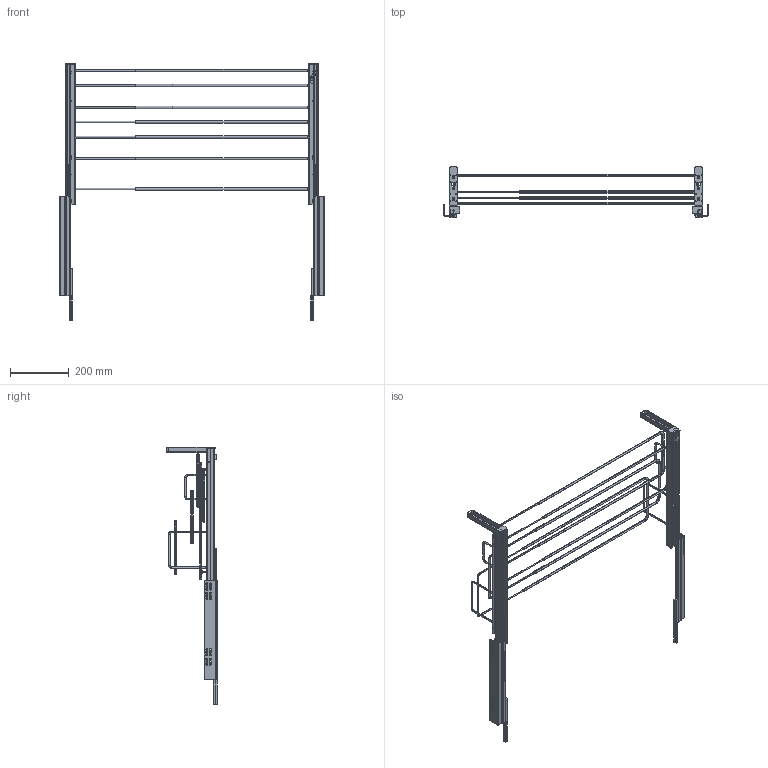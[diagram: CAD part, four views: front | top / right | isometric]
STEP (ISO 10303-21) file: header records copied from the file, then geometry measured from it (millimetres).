
FILE_DESCRIPTION (( 'STEP AP214' ), '1' );
FILE_NAME ('PS0133.STEP', '2024-09-16T09:26:29', ( '' ), ( '' ), 'SwSTEP 2.0', 'SolidWorks 2018', '' );
FILE_SCHEMA (( 'AUTOMOTIVE_DESIGN' ));
Length unit declared in the file: millimetre
Products named in the file (34): LATERAL ZAPATERO S0120504^39086014_ZAPATERO EXTRAIBLE EXTENSIBLE FRONTAL C ABIERTO.02; Copia de FIJACION GUIA trasera mod^Copia de Ensamblaje12_39086014_ZAPATERO EXTRAIBLE EXTENSIBLE FRONTAL C ABIERTO.02; CJTO FIJACION GUIA dcha mod^39086014_ZAPATERO EXTRAIBLE EXTENSIBLE FRONTAL C ABIERTO.02; lateral con casquillos^LATERAL ZAPATERO S0120504_39086014_ZAPATERO EXTRAIBLE EXTENSIBLE FRONTAL C ABIERTO.02; ZAPATERO 740-1000^39086014_ZAPATERO EXTRAIBLE EXTENSIBLE FRONTAL C ABIERTO.02; B 00_ZAPATERO A - 740-1000^ZAPATERO 740-1000_39086014_ZAPATERO EXTRAIBLE EXTENSIBLE FRONTAL C ABIERTO.02; B01_ZAPATERO A^LATERAL ZAPATERO S0120504_39086014_ZAPATERO EXTRAIBLE EXTENSIBLE FRONTAL C ABIERTO.02; CJTO PLETINA FR BAJO^39086014_ZAPATERO EXTRAIBLE EXTENSIBLE FRONTAL C ABIERTO.02; FUNDA QUADRO 480 EB20 IZQDA_M^QUADRO V6 480 EB20 SS IZQDA_M_39086014_ZAPATERO EXTRAIBLE EXTENSIBLE FRONTAL C ABIERTO.02; MEDIO QUADRO 480 EB20 DCHA^QUADRO V6 480 EB20 SS DCHA_39086014_ZAPATERO EXTRAIBLE EXTENSIBLE FRONTAL C ABIERTO.02; piston DERECHA^QUADRO V6 480 EB20 SS DCHA_39086014_ZAPATERO EXTRAIBLE EXTENSIBLE FRONTAL C ABIERTO.02; B02_ZAPATERO A^LATERAL ZAPATERO S0120504_39086014_ZAPATERO EXTRAIBLE EXTENSIBLE FRONTAL C ABIERTO.02; PLETINA GUIA DCHA^CJTO PLETINA FR BAJO_39086014_ZAPATERO EXTRAIBLE EXTENSIBLE FRONTAL C ABIERTO.02; QUADRO V6 480 EB20 SS DCHA^39086014_ZAPATERO EXTRAIBLE EXTENSIBLE FRONTAL C ABIERTO.02; PS0133; CENTRO GUIA CUADRO^QUADRO V6 480 EB20 SS DCHA_39086014_ZAPATERO EXTRAIBLE EXTENSIBLE FRONTAL C ABIERTO.02; CARCASA MODELO H165^CJTO PLETINA FR BAJO IZDA_39086014_ZAPATERO EXTRAIBLE EXTENSIBLE FRONTAL C ABIERTO.02; MEDIO QUADRO 480 EB20 IZQDA_M^QUADRO V6 480 EB20 SS IZQDA_M_39086014_ZAPATERO EXTRAIBLE EXTENSIBLE FRONTAL C ABIERTO.02; Copia de Ensamblaje11^39086014_ZAPATERO EXTRAIBLE EXTENSIBLE FRONTAL C ABIERTO.02; piston DERECHA^QUADRO V6 480 EB20 SS IZQDA_M_39086014_ZAPATERO EXTRAIBLE EXTENSIBLE FRONTAL C ABIERTO.02; Copia de Ensamblaje12^39086014_ZAPATERO EXTRAIBLE EXTENSIBLE FRONTAL C ABIERTO.02; CARCASA MODELO H165^CJTO PLETINA FR BAJO_39086014_ZAPATERO EXTRAIBLE EXTENSIBLE FRONTAL C ABIERTO.02; CENTRO GUIA CUADRO^QUADRO V6 480 EB20 SS IZQDA_M_39086014_ZAPATERO EXTRAIBLE EXTENSIBLE FRONTAL C ABIERTO.02; PLETINA GUIA IZDA_MIR^CJTO PLETINA FR BAJO IZDA_39086014_ZAPATERO EXTRAIBLE EXTENSIBLE FRONTAL C ABIERTO.02; Copia de clip PITON^Copia de Ensamblaje11_39086014_ZAPATERO EXTRAIBLE EXTENSIBLE FRONTAL C ABIERTO.02; CJTO PLETINA FR BAJO IZDA^39086014_ZAPATERO EXTRAIBLE EXTENSIBLE FRONTAL C ABIERTO.02; B01_ZAPATERO A^ZAPATERO 740-1000_39086014_ZAPATERO EXTRAIBLE EXTENSIBLE FRONTAL C ABIERTO.02; Copia de FIJACION GUIA trasera mod^Copia de Ensamblaje11_39086014_ZAPATERO EXTRAIBLE EXTENSIBLE FRONTAL C ABIERTO.02; QUADRO V6 480 EB20 SS IZQDA_M^39086014_ZAPATERO EXTRAIBLE EXTENSIBLE FRONTAL C ABIERTO.02; lateral con casquillos^ZAPATERO 740-1000_39086014_ZAPATERO EXTRAIBLE EXTENSIBLE FRONTAL C ABIERTO.02; FIJACION GUIA del dcha mod^CJTO FIJACION GUIA dcha mod_39086014_ZAPATERO EXTRAIBLE EXTENSIBLE FRONTAL C ABIERTO.02; FIJACION GUIA eje dcha^CJTO FIJACION GUIA dcha mod_39086014_ZAPATERO EXTRAIBLE EXTENSIBLE FRONTAL C ABIERTO.02; Copia de clip PITON^Copia de Ensamblaje12_39086014_ZAPATERO EXTRAIBLE EXTENSIBLE FRONTAL C ABIERTO.02; FUNDA QUADRO 480 EB20 DCHA^QUADRO V6 480 EB20 SS DCHA_39086014_ZAPATERO EXTRAIBLE EXTENSIBLE FRONTAL C ABIERTO.02
Assembly tree (39 placements, depth 3):
  PS0133
    QUADRO V6 480 EB20 SS IZQDA_M^39086014_ZAPATERO EXTRAIBLE EXTENSIBLE FRONTAL C ABIERTO.02
      FUNDA QUADRO 480 EB20 IZQDA_M^QUADRO V6 480 EB20 SS IZQDA_M_39086014_ZAPATERO EXTRAIBLE EXTENSIBLE FRONTAL C ABIERTO.02
      MEDIO QUADRO 480 EB20 IZQDA_M^QUADRO V6 480 EB20 SS IZQDA_M_39086014_ZAPATERO EXTRAIBLE EXTENSIBLE FRONTAL C ABIERTO.02
      CENTRO GUIA CUADRO^QUADRO V6 480 EB20 SS IZQDA_M_39086014_ZAPATERO EXTRAIBLE EXTENSIBLE FRONTAL C ABIERTO.02
      piston DERECHA^QUADRO V6 480 EB20 SS IZQDA_M_39086014_ZAPATERO EXTRAIBLE EXTENSIBLE FRONTAL C ABIERTO.02
    QUADRO V6 480 EB20 SS DCHA^39086014_ZAPATERO EXTRAIBLE EXTENSIBLE FRONTAL C ABIERTO.02
      FUNDA QUADRO 480 EB20 DCHA^QUADRO V6 480 EB20 SS DCHA_39086014_ZAPATERO EXTRAIBLE EXTENSIBLE FRONTAL C ABIERTO.02
      MEDIO QUADRO 480 EB20 DCHA^QUADRO V6 480 EB20 SS DCHA_39086014_ZAPATERO EXTRAIBLE EXTENSIBLE FRONTAL C ABIERTO.02
      CENTRO GUIA CUADRO^QUADRO V6 480 EB20 SS DCHA_39086014_ZAPATERO EXTRAIBLE EXTENSIBLE FRONTAL C ABIERTO.02
      piston DERECHA^QUADRO V6 480 EB20 SS DCHA_39086014_ZAPATERO EXTRAIBLE EXTENSIBLE FRONTAL C ABIERTO.02
    CJTO PLETINA FR BAJO^39086014_ZAPATERO EXTRAIBLE EXTENSIBLE FRONTAL C ABIERTO.02
      PLETINA GUIA DCHA^CJTO PLETINA FR BAJO_39086014_ZAPATERO EXTRAIBLE EXTENSIBLE FRONTAL C ABIERTO.02
      CARCASA MODELO H165^CJTO PLETINA FR BAJO_39086014_ZAPATERO EXTRAIBLE EXTENSIBLE FRONTAL C ABIERTO.02
    CJTO PLETINA FR BAJO IZDA^39086014_ZAPATERO EXTRAIBLE EXTENSIBLE FRONTAL C ABIERTO.02
      PLETINA GUIA IZDA_MIR^CJTO PLETINA FR BAJO IZDA_39086014_ZAPATERO EXTRAIBLE EXTENSIBLE FRONTAL C ABIERTO.02
      CARCASA MODELO H165^CJTO PLETINA FR BAJO IZDA_39086014_ZAPATERO EXTRAIBLE EXTENSIBLE FRONTAL C ABIERTO.02
    LATERAL ZAPATERO S0120504^39086014_ZAPATERO EXTRAIBLE EXTENSIBLE FRONTAL C ABIERTO.02
      B01_ZAPATERO A^LATERAL ZAPATERO S0120504_39086014_ZAPATERO EXTRAIBLE EXTENSIBLE FRONTAL C ABIERTO.02
      B02_ZAPATERO A^LATERAL ZAPATERO S0120504_39086014_ZAPATERO EXTRAIBLE EXTENSIBLE FRONTAL C ABIERTO.02  x4
      lateral con casquillos^LATERAL ZAPATERO S0120504_39086014_ZAPATERO EXTRAIBLE EXTENSIBLE FRONTAL C ABIERTO.02
    CJTO FIJACION GUIA dcha mod^39086014_ZAPATERO EXTRAIBLE EXTENSIBLE FRONTAL C ABIERTO.02
      FIJACION GUIA eje dcha^CJTO FIJACION GUIA dcha mod_39086014_ZAPATERO EXTRAIBLE EXTENSIBLE FRONTAL C ABIERTO.02
      FIJACION GUIA del dcha mod^CJTO FIJACION GUIA dcha mod_39086014_ZAPATERO EXTRAIBLE EXTENSIBLE FRONTAL C ABIERTO.02
    ZAPATERO 740-1000^39086014_ZAPATERO EXTRAIBLE EXTENSIBLE FRONTAL C ABIERTO.02
      B01_ZAPATERO A^ZAPATERO 740-1000_39086014_ZAPATERO EXTRAIBLE EXTENSIBLE FRONTAL C ABIERTO.02
      B 00_ZAPATERO A - 740-1000^ZAPATERO 740-1000_39086014_ZAPATERO EXTRAIBLE EXTENSIBLE FRONTAL C ABIERTO.02  x4
      lateral con casquillos^ZAPATERO 740-1000_39086014_ZAPATERO EXTRAIBLE EXTENSIBLE FRONTAL C ABIERTO.02
    Copia de Ensamblaje11^39086014_ZAPATERO EXTRAIBLE EXTENSIBLE FRONTAL C ABIERTO.02
      Copia de FIJACION GUIA trasera mod^Copia de Ensamblaje11_39086014_ZAPATERO EXTRAIBLE EXTENSIBLE FRONTAL C ABIERTO.02
      Copia de clip PITON^Copia de Ensamblaje11_39086014_ZAPATERO EXTRAIBLE EXTENSIBLE FRONTAL C ABIERTO.02
    Copia de Ensamblaje12^39086014_ZAPATERO EXTRAIBLE EXTENSIBLE FRONTAL C ABIERTO.02
      Copia de FIJACION GUIA trasera mod^Copia de Ensamblaje12_39086014_ZAPATERO EXTRAIBLE EXTENSIBLE FRONTAL C ABIERTO.02
      Copia de clip PITON^Copia de Ensamblaje12_39086014_ZAPATERO EXTRAIBLE EXTENSIBLE FRONTAL C ABIERTO.02
Bounding box: 900 x 173.1 x 877.5 mm (x, y, z)
Volume: 648011.3 mm3; surface area: 803647.8 mm2
Topology: 33 solids, 33 shells, 1519 faces, 3887 edges, 2430 vertices
Faces by surface type: cylinder 662, plane 660, torus 80, bspline 56, cone 44, sphere 17
Entity records: 48691 total; most frequent: CARTESIAN_POINT 12270, DIRECTION 7289, ORIENTED_EDGE 7272, EDGE_CURVE 3636, AXIS2_PLACEMENT_3D 2673, VERTEX_POINT 2306, LINE 1943, VECTOR 1943
